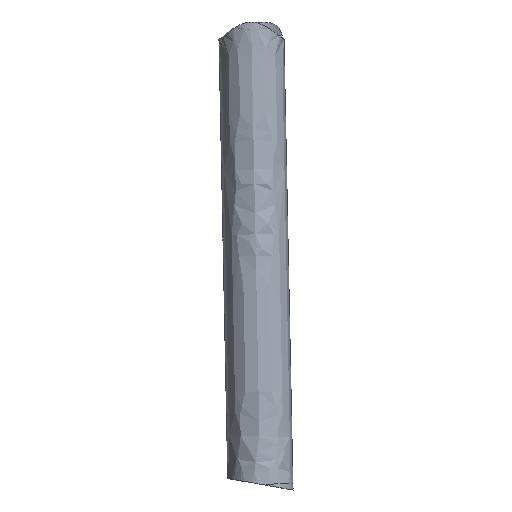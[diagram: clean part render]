
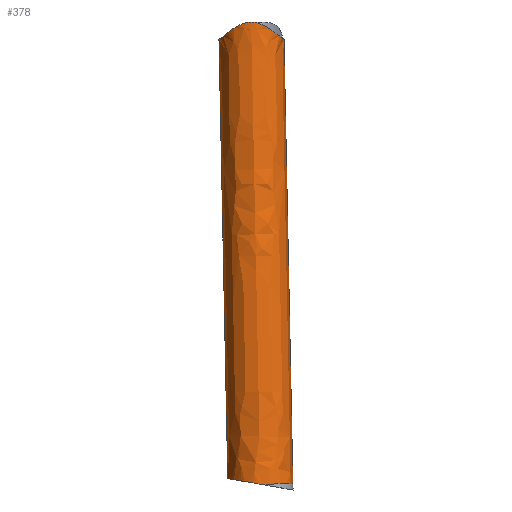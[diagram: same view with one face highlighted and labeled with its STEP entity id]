
A CAD part, left-side view. The second image highlights one B-rep face of the part: STEP entity #378.
In plain terms, the highlighted free-form (B-spline) face has degree [5, 4] with [6, 5] control points.
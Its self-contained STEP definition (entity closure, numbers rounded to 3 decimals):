
#108=CARTESIAN_POINT('Vertex',(-2165.,-284.453,142.684)) ;
#148=CARTESIAN_POINT('Vertex',(-2177.5,-297.,140.48)) ;
#152=CARTESIAN_POINT('Control Point',(-2165.,-284.453,142.684)) ;
#153=CARTESIAN_POINT('Control Point',(-2166.115,-284.453,142.684)) ;
#154=CARTESIAN_POINT('Control Point',(-2167.244,-284.578,142.662)) ;
#155=CARTESIAN_POINT('Control Point',(-2168.367,-284.834,142.617)) ;
#156=CARTESIAN_POINT('Control Point',(-2170.527,-285.6,142.483)) ;
#157=CARTESIAN_POINT('Control Point',(-2172.484,-286.852,142.263)) ;
#158=CARTESIAN_POINT('Control Point',(-2173.381,-287.584,142.134)) ;
#159=CARTESIAN_POINT('Control Point',(-2174.993,-289.244,141.843)) ;
#160=CARTESIAN_POINT('Control Point',(-2176.194,-291.237,141.492)) ;
#161=CARTESIAN_POINT('Control Point',(-2176.676,-292.3,141.306)) ;
#162=CARTESIAN_POINT('Control Point',(-2177.185,-293.882,141.028)) ;
#163=CARTESIAN_POINT('Control Point',(-2177.427,-295.519,140.74)) ;
#164=CARTESIAN_POINT('Control Point',(-2177.476,-296.011,140.654)) ;
#165=CARTESIAN_POINT('Control Point',(-2177.5,-296.506,140.567)) ;
#166=CARTESIAN_POINT('Control Point',(-2177.5,-297.,140.48)) ;
#245=CARTESIAN_POINT('Vertex',(-2165.,-309.497,140.73)) ;
#248=CARTESIAN_POINT('Axis2P3D Location',(-2165.,-297.,140.48)) ;
#292=CARTESIAN_POINT('Control Point',(-2165.,-305.777,326.693)) ;
#293=CARTESIAN_POINT('Control Point',(-2177.5,-305.777,326.693)) ;
#294=CARTESIAN_POINT('Control Point',(-2183.75,-293.28,326.443)) ;
#295=CARTESIAN_POINT('Control Point',(-2177.5,-280.783,326.193)) ;
#296=CARTESIAN_POINT('Control Point',(-2165.,-280.783,326.193)) ;
#297=CARTESIAN_POINT('Control Point',(-2165.,-306.521,289.5)) ;
#298=CARTESIAN_POINT('Control Point',(-2177.5,-306.521,289.5)) ;
#299=CARTESIAN_POINT('Control Point',(-2183.75,-294.024,289.25)) ;
#300=CARTESIAN_POINT('Control Point',(-2177.5,-281.527,289.)) ;
#301=CARTESIAN_POINT('Control Point',(-2165.,-281.527,289.)) ;
#302=CARTESIAN_POINT('Control Point',(-2165.,-307.265,252.308)) ;
#303=CARTESIAN_POINT('Control Point',(-2177.5,-307.265,252.308)) ;
#304=CARTESIAN_POINT('Control Point',(-2183.75,-294.768,252.058)) ;
#305=CARTESIAN_POINT('Control Point',(-2177.5,-282.271,251.808)) ;
#306=CARTESIAN_POINT('Control Point',(-2165.,-282.271,251.808)) ;
#307=CARTESIAN_POINT('Control Point',(-2165.,-308.009,215.115)) ;
#308=CARTESIAN_POINT('Control Point',(-2177.5,-308.009,215.115)) ;
#309=CARTESIAN_POINT('Control Point',(-2183.75,-295.512,214.865)) ;
#310=CARTESIAN_POINT('Control Point',(-2177.5,-283.015,214.615)) ;
#311=CARTESIAN_POINT('Control Point',(-2165.,-283.015,214.615)) ;
#312=CARTESIAN_POINT('Control Point',(-2165.,-308.753,177.923)) ;
#313=CARTESIAN_POINT('Control Point',(-2177.5,-308.753,177.923)) ;
#314=CARTESIAN_POINT('Control Point',(-2183.75,-296.256,177.673)) ;
#315=CARTESIAN_POINT('Control Point',(-2177.5,-283.759,177.423)) ;
#316=CARTESIAN_POINT('Control Point',(-2165.,-283.759,177.423)) ;
#317=CARTESIAN_POINT('Control Point',(-2165.,-309.497,140.73)) ;
#318=CARTESIAN_POINT('Control Point',(-2177.5,-309.497,140.73)) ;
#319=CARTESIAN_POINT('Control Point',(-2183.75,-297.,140.48)) ;
#320=CARTESIAN_POINT('Control Point',(-2177.5,-284.503,140.23)) ;
#321=CARTESIAN_POINT('Control Point',(-2165.,-284.503,140.23)) ;
#323=CARTESIAN_POINT('Control Point',(-2165.,-281.078,311.443)) ;
#324=CARTESIAN_POINT('Control Point',(-2165.712,-281.078,311.443)) ;
#325=CARTESIAN_POINT('Control Point',(-2166.43,-281.127,311.485)) ;
#326=CARTESIAN_POINT('Control Point',(-2167.145,-281.229,311.571)) ;
#327=CARTESIAN_POINT('Control Point',(-2169.168,-281.665,311.939)) ;
#328=CARTESIAN_POINT('Control Point',(-2171.042,-282.491,312.623)) ;
#329=CARTESIAN_POINT('Control Point',(-2172.156,-283.174,313.178)) ;
#330=CARTESIAN_POINT('Control Point',(-2174.005,-284.653,314.339)) ;
#331=CARTESIAN_POINT('Control Point',(-2175.435,-286.488,315.616)) ;
#332=CARTESIAN_POINT('Control Point',(-2176.003,-287.403,316.205)) ;
#333=CARTESIAN_POINT('Control Point',(-2176.827,-289.119,317.182)) ;
#334=CARTESIAN_POINT('Control Point',(-2177.32,-291.085,317.877)) ;
#335=CARTESIAN_POINT('Control Point',(-2177.462,-291.962,318.094)) ;
#336=CARTESIAN_POINT('Control Point',(-2177.583,-293.876,318.276)) ;
#337=CARTESIAN_POINT('Control Point',(-2177.345,-295.757,317.918)) ;
#338=CARTESIAN_POINT('Control Point',(-2177.128,-296.688,317.599)) ;
#339=CARTESIAN_POINT('Control Point',(-2176.434,-298.818,316.678)) ;
#340=CARTESIAN_POINT('Control Point',(-2175.358,-300.655,315.53)) ;
#341=CARTESIAN_POINT('Control Point',(-2174.611,-301.648,314.853)) ;
#342=CARTESIAN_POINT('Control Point',(-2173.261,-303.048,313.838)) ;
#343=CARTESIAN_POINT('Control Point',(-2171.636,-304.18,312.966)) ;
#344=CARTESIAN_POINT('Control Point',(-2171.024,-304.545,312.68)) ;
#345=CARTESIAN_POINT('Control Point',(-2169.53,-305.296,312.084)) ;
#346=CARTESIAN_POINT('Control Point',(-2167.897,-305.796,311.678)) ;
#347=CARTESIAN_POINT('Control Point',(-2166.935,-305.988,311.52)) ;
#348=CARTESIAN_POINT('Control Point',(-2165.962,-306.083,311.443)) ;
#349=CARTESIAN_POINT('Control Point',(-2165.,-306.083,311.443)) ;
#350=CARTESIAN_POINT('Vertex',(-2165.,-281.078,311.443)) ;
#352=CARTESIAN_POINT('Vertex',(-2165.,-306.083,311.443)) ;
#356=CARTESIAN_POINT('Control Point',(-2165.,-281.078,311.443)) ;
#357=CARTESIAN_POINT('Control Point',(-2165.,-281.753,277.691)) ;
#358=CARTESIAN_POINT('Control Point',(-2165.,-282.428,243.939)) ;
#359=CARTESIAN_POINT('Control Point',(-2165.,-283.103,210.188)) ;
#360=CARTESIAN_POINT('Control Point',(-2165.,-283.778,176.436)) ;
#361=CARTESIAN_POINT('Control Point',(-2165.,-284.453,142.684)) ;
#364=CARTESIAN_POINT('Control Point',(-2165.,-306.083,311.443)) ;
#365=CARTESIAN_POINT('Control Point',(-2165.,-306.766,277.3)) ;
#366=CARTESIAN_POINT('Control Point',(-2165.,-307.449,243.158)) ;
#367=CARTESIAN_POINT('Control Point',(-2165.,-308.132,209.015)) ;
#368=CARTESIAN_POINT('Control Point',(-2165.,-308.815,174.873)) ;
#369=CARTESIAN_POINT('Control Point',(-2165.,-309.497,140.73)) ;
#249=DIRECTION('Axis2P3D Direction',(0.,-0.02,-1.)) ;
#250=AXIS2_PLACEMENT_3D('Circle Axis2P3D',#248,#249,$) ;
#372=ORIENTED_EDGE('',*,*,#354,.F.) ;
#373=ORIENTED_EDGE('',*,*,#362,.T.) ;
#374=ORIENTED_EDGE('',*,*,#167,.T.) ;
#375=ORIENTED_EDGE('',*,*,#252,.F.) ;
#376=ORIENTED_EDGE('',*,*,#370,.F.) ;
#378=ADVANCED_FACE('Corps principal',(#377),#291,.F.) ;
#151=B_SPLINE_CURVE_WITH_KNOTS('',5,(#152,#153,#154,#155,#156,#157,#158,#159,#160,#161,#162,#163,#164,#165,#166),.UNSPECIFIED.,.F.,.U.,(6,3,3,3,6),(0.,8.332,16.471,24.585,28.046),.UNSPECIFIED.) ;
#322=B_SPLINE_CURVE_WITH_KNOTS('',5,(#323,#324,#325,#326,#327,#328,#329,#330,#331,#332,#333,#334,#335,#336,#337,#338,#339,#340,#341,#342,#343,#344,#345,#346,#347,#348,#349),.UNSPECIFIED.,.F.,.U.,(6,3,3,3,3,3,3,3,6),(0.,5.322,15.277,23.807,30.022,36.901,46.753,52.2,59.39),.UNSPECIFIED.) ;
#251=CIRCLE('generated circle',#250,12.5) ;
#167=EDGE_CURVE('',#109,#149,#151,.T.) ;
#252=EDGE_CURVE('',#246,#149,#251,.T.) ;
#354=EDGE_CURVE('',#351,#353,#322,.T.) ;
#362=EDGE_CURVE('',#351,#109,#355,.T.) ;
#370=EDGE_CURVE('',#353,#246,#363,.T.) ;
#371=EDGE_LOOP('',(#372,#373,#374,#375,#376)) ;
#377=FACE_OUTER_BOUND('',#371,.T.) ;
#109=VERTEX_POINT('',#108) ;
#149=VERTEX_POINT('',#148) ;
#246=VERTEX_POINT('',#245) ;
#351=VERTEX_POINT('',#350) ;
#353=VERTEX_POINT('',#352) ;
#355=(BOUNDED_CURVE()B_SPLINE_CURVE(5,(#356,#357,#358,#359,#360,#361),.UNSPECIFIED.,.F.,.U.)B_SPLINE_CURVE_WITH_KNOTS((6,6),(14.753,183.545),.UNSPECIFIED.)CURVE()GEOMETRIC_REPRESENTATION_ITEM()RATIONAL_B_SPLINE_CURVE((1.,1.,1.,1.,1.,1.))REPRESENTATION_ITEM('')) ;
#363=(BOUNDED_CURVE()B_SPLINE_CURVE(5,(#364,#365,#366,#367,#368,#369),.UNSPECIFIED.,.F.,.U.)B_SPLINE_CURVE_WITH_KNOTS((6,6),(15.253,186.),.UNSPECIFIED.)CURVE()GEOMETRIC_REPRESENTATION_ITEM()RATIONAL_B_SPLINE_CURVE((1.,1.,1.,1.,1.,1.))REPRESENTATION_ITEM('')) ;
#291=(BOUNDED_SURFACE()B_SPLINE_SURFACE(5,4,((#292,#293,#294,#295,#296),(#297,#298,#299,#300,#301),(#302,#303,#304,#305,#306),(#307,#308,#309,#310,#311),(#312,#313,#314,#315,#316),(#317,#318,#319,#320,#321)),.UNSPECIFIED.,.F.,.F.,.U.)B_SPLINE_SURFACE_WITH_KNOTS((6,6),(5,5),(0.,186.),(39.27,78.54),.UNSPECIFIED.)GEOMETRIC_REPRESENTATION_ITEM()RATIONAL_B_SPLINE_SURFACE(((1.,0.707,0.667,0.707,1.),(1.,0.707,0.667,0.707,1.),(1.,0.707,0.667,0.707,1.),(1.,0.707,0.667,0.707,1.),(1.,0.707,0.667,0.707,1.),(1.,0.707,0.667,0.707,1.)))REPRESENTATION_ITEM('Rational BSpline Surface')SURFACE()) ;
